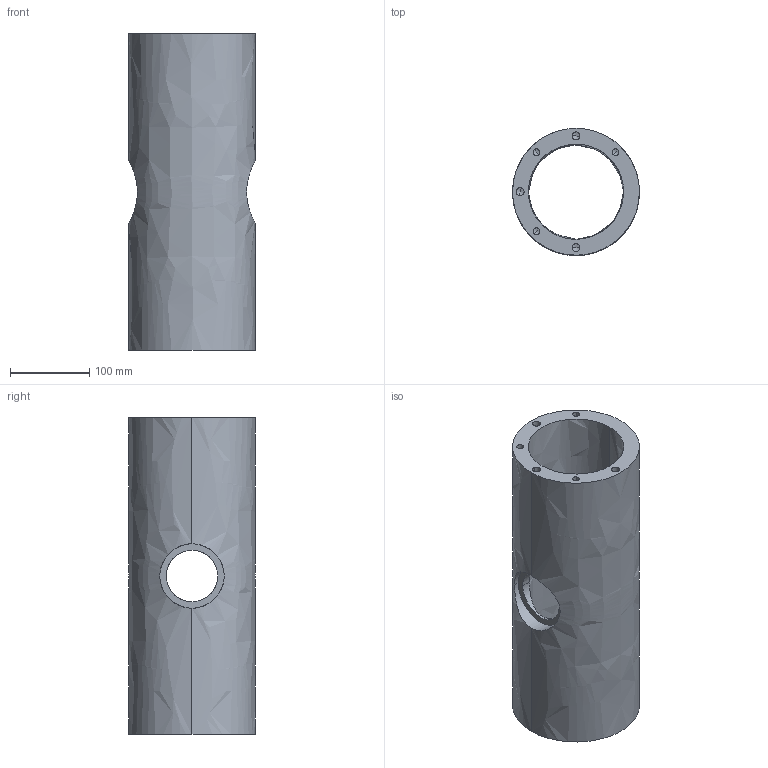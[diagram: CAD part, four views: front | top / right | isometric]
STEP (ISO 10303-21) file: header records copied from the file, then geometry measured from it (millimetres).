
FILE_DESCRIPTION (( 'STEP AP203' ), '1' );
FILE_NAME ('688-01 cuerpo vàlvua paso MP.STEP', '2021-07-21T20:06:55', ( '' ), ( '' ), 'SwSTEP 2.0', 'SolidWorks 2018', '' );
FILE_SCHEMA (( 'CONFIG_CONTROL_DESIGN' ));
Length unit declared in the file: millimetre
Products named in the file (1): 688-01 cuerpo vàlvua paso MP
Bounding box: 160 x 160 x 400 mm (x, y, z)
Volume: 3322045.6 mm3; surface area: 370333.4 mm2
Topology: 1 solids, 1 shells, 40 faces, 160 edges, 114 vertices
Faces by surface type: bspline 40
Entity records: 3413 total; most frequent: CARTESIAN_POINT 2543, ORIENTED_EDGE 296, EDGE_CURVE 148, VERTEX_POINT 114, B_SPLINE_CURVE_WITH_KNOTS 84, EDGE_LOOP 50, FACE_OUTER_BOUND 40, ADVANCED_FACE 40
